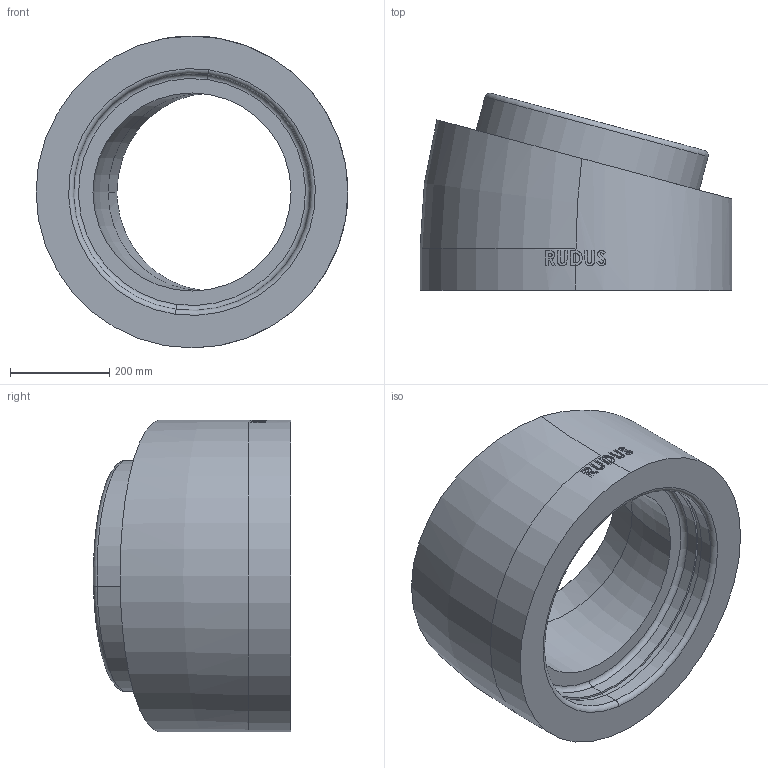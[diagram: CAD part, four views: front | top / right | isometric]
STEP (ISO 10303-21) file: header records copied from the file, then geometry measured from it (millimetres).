
FILE_DESCRIPTION (( 'STEP AP203' ), '1' );
FILE_NAME ('Rudus 1404159 EK-käyrä 400x15 L260.step', '2020-03-16T21:37:36', ( '' ), ( '' ), 'SwSTEP 2.0', 'SolidWorks 2019', '' );
FILE_SCHEMA (( 'CONFIG_CONTROL_DESIGN' ));
Length unit declared in the file: millimetre
Products named in the file (2): EK-osa-runko-käyrä; Rudus 1404159 EK-käyrä 400x15 L260
Assembly tree (1 placements, depth 2):
  Rudus 1404159 EK-käyrä 400x15 L260
    EK-osa-runko-käyrä
Bounding box: 630 x 398.33 x 630 mm (x, y, z)
Volume: 47858089.4 mm3; surface area: 1447186 mm2
Topology: 1 solids, 1 shells, 100 faces, 259 edges, 170 vertices
Faces by surface type: bspline 61, cylinder 21, torus 9, plane 7, cone 2
Entity records: 14206 total; most frequent: CARTESIAN_POINT 12076, ORIENTED_EDGE 518, EDGE_CURVE 259, DIRECTION 202, B_SPLINE_CURVE_WITH_KNOTS 188, VERTEX_POINT 170, EDGE_LOOP 111, ADVANCED_FACE 100
